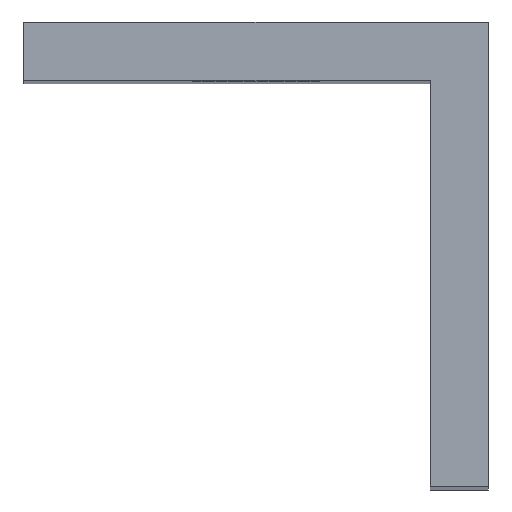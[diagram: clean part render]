
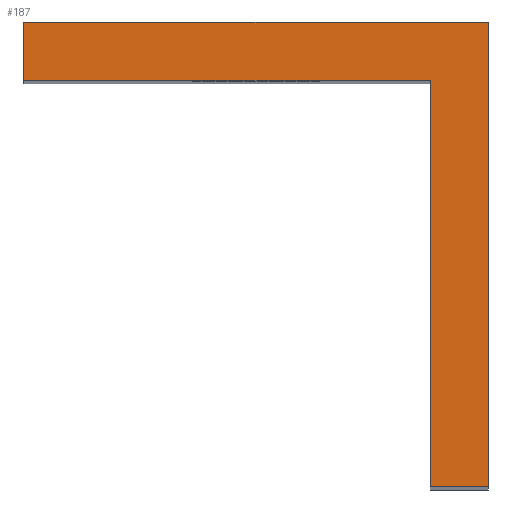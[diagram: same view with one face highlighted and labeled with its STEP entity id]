
A CAD part, top view. The second image highlights one B-rep face of the part: STEP entity #187.
In plain terms, the highlighted planar face has unit normal (0, 0, 1).
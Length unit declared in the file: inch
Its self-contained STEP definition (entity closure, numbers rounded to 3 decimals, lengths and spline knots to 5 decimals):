
#17=LINE('',#289,#35);
#21=LINE('',#296,#39);
#24=LINE('',#302,#42);
#27=LINE('',#308,#45);
#30=LINE('',#314,#48);
#32=LINE('',#317,#50);
#35=VECTOR('',#241,39.37008);
#39=VECTOR('',#247,39.37008);
#42=VECTOR('',#252,39.37008);
#45=VECTOR('',#257,39.37008);
#48=VECTOR('',#262,39.37008);
#50=VECTOR('',#266,39.37008);
#57=PLANE('',#221);
#73=FACE_OUTER_BOUND('',#89,.T.);
#89=EDGE_LOOP('',(#165,#166,#167,#168,#169,#170));
#101=VERTEX_POINT('',#286);
#102=VERTEX_POINT('',#288);
#104=VERTEX_POINT('',#294);
#106=VERTEX_POINT('',#300);
#108=VERTEX_POINT('',#306);
#110=VERTEX_POINT('',#312);
#117=EDGE_CURVE('',#102,#101,#17,.T.);
#121=EDGE_CURVE('',#101,#104,#21,.T.);
#124=EDGE_CURVE('',#104,#106,#24,.T.);
#127=EDGE_CURVE('',#106,#108,#27,.T.);
#130=EDGE_CURVE('',#110,#108,#30,.T.);
#132=EDGE_CURVE('',#102,#110,#32,.T.);
#165=ORIENTED_EDGE('',*,*,#117,.T.);
#166=ORIENTED_EDGE('',*,*,#121,.T.);
#167=ORIENTED_EDGE('',*,*,#124,.T.);
#168=ORIENTED_EDGE('',*,*,#127,.T.);
#169=ORIENTED_EDGE('',*,*,#130,.F.);
#170=ORIENTED_EDGE('',*,*,#132,.F.);
#187=ADVANCED_FACE('',(#73),#57,.T.);
#221=AXIS2_PLACEMENT_3D('',#318,#267,#268);
#241=DIRECTION('',(0.,-1.,0.));
#247=DIRECTION('',(1.,0.,0.));
#252=DIRECTION('',(0.,-1.,0.));
#257=DIRECTION('',(1.,0.,0.));
#262=DIRECTION('',(0.,-1.,0.));
#266=DIRECTION('',(1.,0.,0.));
#267=DIRECTION('center_axis',(0.,0.,1.));
#268=DIRECTION('ref_axis',(1.,0.,0.));
#286=CARTESIAN_POINT('',(0.,-0.125,4.5));
#288=CARTESIAN_POINT('',(0.,0.,4.5));
#289=CARTESIAN_POINT('',(0.,-0.0625,4.5));
#294=CARTESIAN_POINT('',(0.875,-0.125,4.5));
#296=CARTESIAN_POINT('',(0.4375,-0.125,4.5));
#300=CARTESIAN_POINT('',(0.875,-1.,4.5));
#302=CARTESIAN_POINT('',(0.875,-0.5625,4.5));
#306=CARTESIAN_POINT('',(1.,-1.,4.5));
#308=CARTESIAN_POINT('',(0.9375,-1.,4.5));
#312=CARTESIAN_POINT('',(1.,0.,4.5));
#314=CARTESIAN_POINT('',(1.,-0.5,4.5));
#317=CARTESIAN_POINT('',(0.5,0.,4.5));
#318=CARTESIAN_POINT('Origin',(0.5,-0.5,4.5));
